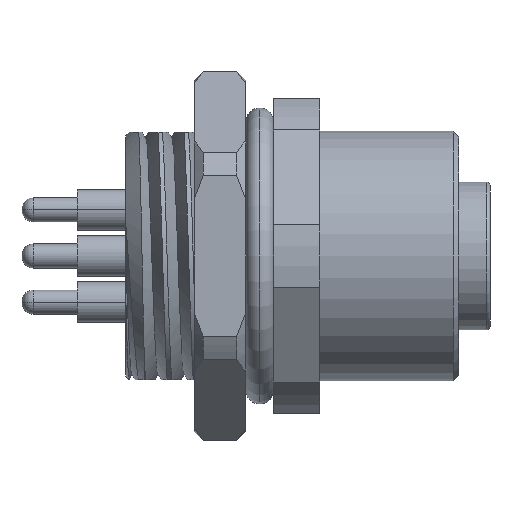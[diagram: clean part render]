
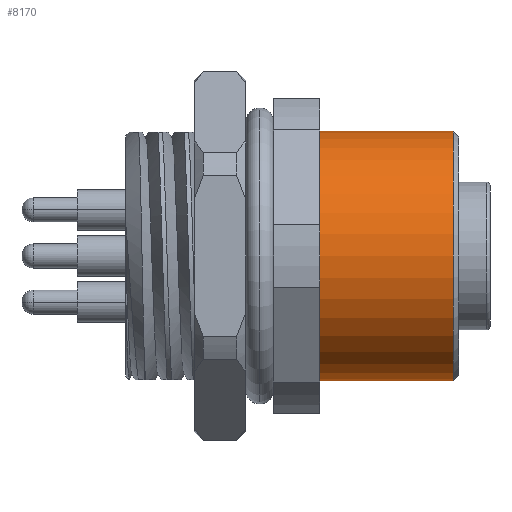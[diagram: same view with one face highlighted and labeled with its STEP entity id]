
A CAD part, front view. The second image highlights one B-rep face of the part: STEP entity #8170.
In plain terms, the highlighted cylindrical face has radius 6.75 mm (diameter 13.5 mm), a partial arc.
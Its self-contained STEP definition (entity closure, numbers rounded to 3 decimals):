
#150 = CARTESIAN_POINT ( 'NONE',  ( 4.2, 0., 6.75 ) ) ;
#325 = CARTESIAN_POINT ( 'NONE',  ( -3., 0., -6.75 ) ) ;
#360 = FACE_OUTER_BOUND ( 'NONE', #1404, .T. ) ;
#465 = CYLINDRICAL_SURFACE ( 'NONE', #10793, 6.75 ) ;
#680 = AXIS2_PLACEMENT_3D ( 'NONE', #1725, #10368, #5087 ) ;
#1404 = EDGE_LOOP ( 'NONE', ( #1730, #4987, #10497, #6954 ) ) ;
#1725 = CARTESIAN_POINT ( 'NONE',  ( 4.2, 0., 0. ) ) ;
#1730 = ORIENTED_EDGE ( 'NONE', *, *, #9685, .F. ) ;
#1788 = CIRCLE ( 'NONE', #680, 6.75 ) ;
#2703 = VECTOR ( 'NONE', #6845, 1000. ) ;
#3387 = CARTESIAN_POINT ( 'NONE',  ( -40.569, 0., 6.75 ) ) ;
#3388 = EDGE_CURVE ( 'NONE', #5230, #4439, #9246, .T. ) ;
#3403 = LINE ( 'NONE', #7656, #9339 ) ;
#3717 = CARTESIAN_POINT ( 'NONE',  ( -3., 0., 6.75 ) ) ;
#4259 = CARTESIAN_POINT ( 'NONE',  ( 4.2, 0., -6.75 ) ) ;
#4340 = DIRECTION ( 'NONE',  ( 0., 0., 1. ) ) ;
#4439 = VERTEX_POINT ( 'NONE', #3717 ) ;
#4987 = ORIENTED_EDGE ( 'NONE', *, *, #9577, .T. ) ;
#5087 = DIRECTION ( 'NONE',  ( 0., 0., 1. ) ) ;
#5230 = VERTEX_POINT ( 'NONE', #325 ) ;
#5242 = CARTESIAN_POINT ( 'NONE',  ( -3., 0., 0. ) ) ;
#6595 = DIRECTION ( 'NONE',  ( -1., 0., 0. ) ) ;
#6681 = AXIS2_PLACEMENT_3D ( 'NONE', #5242, #7957, #4340 ) ;
#6845 = DIRECTION ( 'NONE',  ( -1., 0., 0. ) ) ;
#6892 = LINE ( 'NONE', #3387, #2703 ) ;
#6954 = ORIENTED_EDGE ( 'NONE', *, *, #3388, .F. ) ;
#7394 = CARTESIAN_POINT ( 'NONE',  ( -40.569, 0., 0. ) ) ;
#7527 = VERTEX_POINT ( 'NONE', #150 ) ;
#7603 = DIRECTION ( 'NONE',  ( -1., 0., 0. ) ) ;
#7656 = CARTESIAN_POINT ( 'NONE',  ( -40.569, 0., -6.75 ) ) ;
#7957 = DIRECTION ( 'NONE',  ( -1., 0., 0. ) ) ;
#8170 = ADVANCED_FACE ( 'NONE', ( #360 ), #465, .T. ) ;
#8602 = EDGE_CURVE ( 'NONE', #7527, #4439, #6892, .T. ) ;
#9071 = VERTEX_POINT ( 'NONE', #4259 ) ;
#9246 = CIRCLE ( 'NONE', #6681, 6.75 ) ;
#9339 = VECTOR ( 'NONE', #7603, 1000. ) ;
#9342 = DIRECTION ( 'NONE',  ( 0., 0., 1. ) ) ;
#9577 = EDGE_CURVE ( 'NONE', #9071, #7527, #1788, .T. ) ;
#9685 = EDGE_CURVE ( 'NONE', #9071, #5230, #3403, .T. ) ;
#10368 = DIRECTION ( 'NONE',  ( -1., 0., 0. ) ) ;
#10497 = ORIENTED_EDGE ( 'NONE', *, *, #8602, .T. ) ;
#10793 = AXIS2_PLACEMENT_3D ( 'NONE', #7394, #6595, #9342 ) ;
